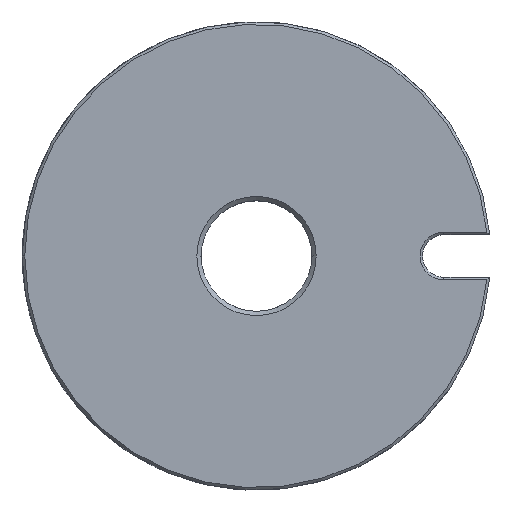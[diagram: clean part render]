
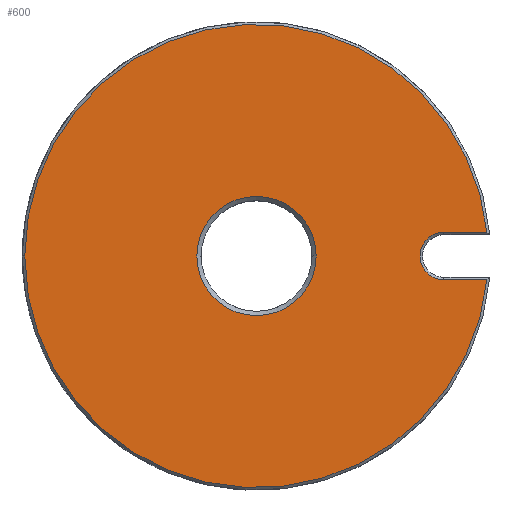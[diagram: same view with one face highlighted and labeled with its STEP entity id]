
A CAD part, top view. The second image highlights one B-rep face of the part: STEP entity #600.
In plain terms, the highlighted planar face has unit normal (0, 0, 1).
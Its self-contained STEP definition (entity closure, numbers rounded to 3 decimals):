
#42 = EDGE_LOOP ( 'NONE', ( #2331, #2177, #3214, #3631, #3679 ) ) ;
#72 = ORIENTED_EDGE ( 'NONE', *, *, #3601, .T. ) ;
#156 = DIRECTION ( 'NONE',  ( 1., 0., 0. ) ) ;
#195 = EDGE_CURVE ( 'NONE', #2691, #1229, #2953, .T. ) ;
#282 = DIRECTION ( 'NONE',  ( -1., 0., 0. ) ) ;
#285 = DIRECTION ( 'NONE',  ( 0., 0., -1. ) ) ;
#468 = ORIENTED_EDGE ( 'NONE', *, *, #1885, .T. ) ;
#502 = CARTESIAN_POINT ( 'NONE',  ( 0., 0., 0. ) ) ;
#600 = ADVANCED_FACE ( 'NONE', ( #1113, #1383 ), #2823, .T. ) ;
#639 = CARTESIAN_POINT ( 'NONE',  ( 27.055, 2.8, 0. ) ) ;
#773 = LINE ( 'NONE', #3441, #3706 ) ;
#946 = AXIS2_PLACEMENT_3D ( 'NONE', #3245, #3831, #1799 ) ;
#1102 = EDGE_CURVE ( 'NONE', #1229, #2680, #2662, .T. ) ;
#1111 = EDGE_LOOP ( 'NONE', ( #72, #468 ) ) ;
#1113 = FACE_BOUND ( 'NONE', #1111, .T. ) ;
#1132 = CIRCLE ( 'NONE', #3308, 2.8 ) ;
#1223 = DIRECTION ( 'NONE',  ( 1., 0., 0. ) ) ;
#1229 = VERTEX_POINT ( 'NONE', #1436 ) ;
#1383 = FACE_OUTER_BOUND ( 'NONE', #42, .T. ) ;
#1386 = CARTESIAN_POINT ( 'NONE',  ( 22., 2.8, 0. ) ) ;
#1401 = CARTESIAN_POINT ( 'NONE',  ( 0., 0., 0. ) ) ;
#1404 = AXIS2_PLACEMENT_3D ( 'NONE', #502, #1941, #3170 ) ;
#1436 = CARTESIAN_POINT ( 'NONE',  ( 27.055, -2.8, 0. ) ) ;
#1688 = AXIS2_PLACEMENT_3D ( 'NONE', #2705, #285, #1223 ) ;
#1716 = EDGE_CURVE ( 'NONE', #2680, #2942, #1132, .T. ) ;
#1741 = CARTESIAN_POINT ( 'NONE',  ( 7., 0., 0. ) ) ;
#1758 = CARTESIAN_POINT ( 'NONE',  ( 22., 0., 0. ) ) ;
#1799 = DIRECTION ( 'NONE',  ( 1., 0., 0. ) ) ;
#1817 = CARTESIAN_POINT ( 'NONE',  ( -27.2, 0., 0. ) ) ;
#1831 = VERTEX_POINT ( 'NONE', #1741 ) ;
#1874 = CIRCLE ( 'NONE', #1688, 7. ) ;
#1885 = EDGE_CURVE ( 'NONE', #3467, #1831, #1874, .T. ) ;
#1904 = VERTEX_POINT ( 'NONE', #639 ) ;
#1941 = DIRECTION ( 'NONE',  ( 0., 0., -1. ) ) ;
#2096 = EDGE_CURVE ( 'NONE', #1904, #2691, #2120, .T. ) ;
#2120 = CIRCLE ( 'NONE', #946, 27.2 ) ;
#2177 = ORIENTED_EDGE ( 'NONE', *, *, #195, .T. ) ;
#2331 = ORIENTED_EDGE ( 'NONE', *, *, #2096, .T. ) ;
#2521 = AXIS2_PLACEMENT_3D ( 'NONE', #3302, #3284, #3533 ) ;
#2571 = DIRECTION ( 'NONE',  ( 0., 0., 1. ) ) ;
#2607 = CARTESIAN_POINT ( 'NONE',  ( 22., -2.8, 0. ) ) ;
#2655 = CARTESIAN_POINT ( 'NONE',  ( 22., -2.8, 0. ) ) ;
#2662 = LINE ( 'NONE', #2607, #3009 ) ;
#2680 = VERTEX_POINT ( 'NONE', #2655 ) ;
#2691 = VERTEX_POINT ( 'NONE', #1817 ) ;
#2705 = CARTESIAN_POINT ( 'NONE',  ( 0., 0., 0. ) ) ;
#2823 = PLANE ( 'NONE',  #3083 ) ;
#2942 = VERTEX_POINT ( 'NONE', #1386 ) ;
#2953 = CIRCLE ( 'NONE', #2521, 27.2 ) ;
#3009 = VECTOR ( 'NONE', #282, 1000. ) ;
#3029 = DIRECTION ( 'NONE',  ( 0., 0., -1. ) ) ;
#3083 = AXIS2_PLACEMENT_3D ( 'NONE', #1401, #2571, #156 ) ;
#3170 = DIRECTION ( 'NONE',  ( 1., 0., 0. ) ) ;
#3214 = ORIENTED_EDGE ( 'NONE', *, *, #1102, .T. ) ;
#3245 = CARTESIAN_POINT ( 'NONE',  ( 0., 0., 0. ) ) ;
#3284 = DIRECTION ( 'NONE',  ( 0., 0., 1. ) ) ;
#3302 = CARTESIAN_POINT ( 'NONE',  ( 0., 0., 0. ) ) ;
#3308 = AXIS2_PLACEMENT_3D ( 'NONE', #1758, #3029, #3594 ) ;
#3441 = CARTESIAN_POINT ( 'NONE',  ( 27.386, 2.8, 0. ) ) ;
#3467 = VERTEX_POINT ( 'NONE', #3837 ) ;
#3501 = CIRCLE ( 'NONE', #1404, 7. ) ;
#3533 = DIRECTION ( 'NONE',  ( 1., 0., 0. ) ) ;
#3594 = DIRECTION ( 'NONE',  ( 1., 0., 0. ) ) ;
#3601 = EDGE_CURVE ( 'NONE', #1831, #3467, #3501, .T. ) ;
#3631 = ORIENTED_EDGE ( 'NONE', *, *, #1716, .T. ) ;
#3674 = EDGE_CURVE ( 'NONE', #2942, #1904, #773, .T. ) ;
#3677 = DIRECTION ( 'NONE',  ( 1., 0., 0. ) ) ;
#3679 = ORIENTED_EDGE ( 'NONE', *, *, #3674, .T. ) ;
#3706 = VECTOR ( 'NONE', #3677, 1000. ) ;
#3831 = DIRECTION ( 'NONE',  ( 0., 0., 1. ) ) ;
#3837 = CARTESIAN_POINT ( 'NONE',  ( -7., 0., 0. ) ) ;
